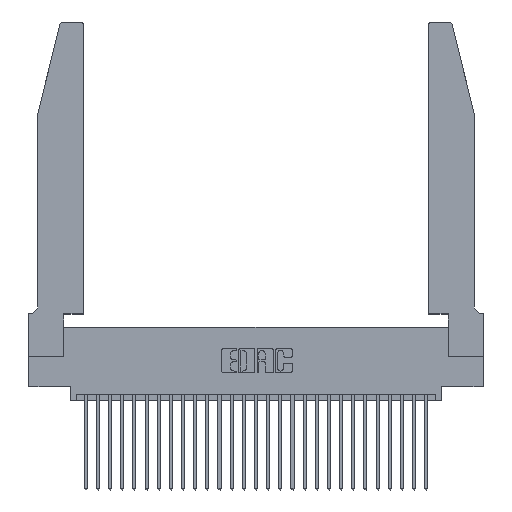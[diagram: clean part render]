
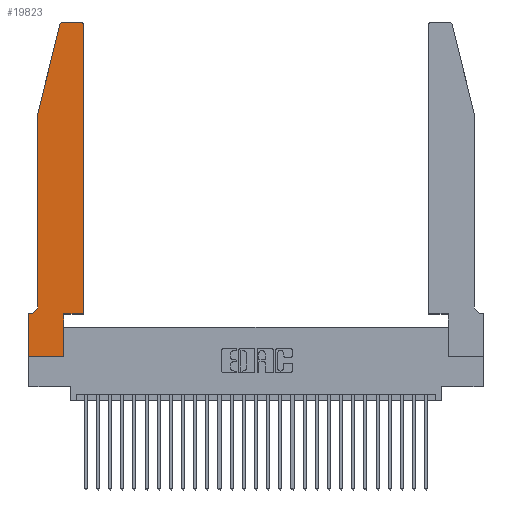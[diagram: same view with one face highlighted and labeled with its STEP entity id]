
A CAD part, top view. The second image highlights one B-rep face of the part: STEP entity #19823.
In plain terms, the highlighted planar face has unit normal (0, 0, 1).
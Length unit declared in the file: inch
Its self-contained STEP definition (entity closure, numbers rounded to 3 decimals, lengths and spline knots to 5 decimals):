
#1365 = CARTESIAN_POINT ( 'NONE',  ( 0., 0., 0.37 ) ) ;
#1682 = CARTESIAN_POINT ( 'NONE',  ( 0.2865, 0.35, 0.37 ) ) ;
#2481 = FACE_OUTER_BOUND ( 'NONE', #3991, .T. ) ;
#2663 = VERTEX_POINT ( 'NONE', #28643 ) ;
#3313 = DIRECTION ( 'NONE',  ( 0., 0., 1. ) ) ;
#3641 = CARTESIAN_POINT ( 'NONE',  ( 0.2865, 0., 0.37 ) ) ;
#3965 = CARTESIAN_POINT ( 'NONE',  ( 0.4205, 2.72, 0.37 ) ) ;
#3991 = EDGE_LOOP ( 'NONE', ( #13460, #8095, #20140, #26828, #9526, #28213, #16991, #12401, #18404, #24388, #7742, #13827 ) ) ;
#4769 = LINE ( 'NONE', #6832, #28151 ) ;
#4969 = VECTOR ( 'NONE', #28001, 39.37008 ) ;
#5029 = LINE ( 'NONE', #22955, #16467 ) ;
#5953 = VERTEX_POINT ( 'NONE', #26459 ) ;
#6158 = DIRECTION ( 'NONE',  ( 0., 0., 1. ) ) ;
#6335 = DIRECTION ( 'NONE',  ( 1., 0., 0. ) ) ;
#6410 = EDGE_CURVE ( 'NONE', #10143, #9896, #4769, .T. ) ;
#6449 = DIRECTION ( 'NONE',  ( 0., 0., -1. ) ) ;
#6832 = CARTESIAN_POINT ( 'NONE',  ( 0.4505, 0.35, 0.37 ) ) ;
#6934 = DIRECTION ( 'NONE',  ( 0., 1., 0. ) ) ;
#7068 = EDGE_CURVE ( 'NONE', #28032, #15378, #7289, .T. ) ;
#7289 = LINE ( 'NONE', #12506, #23941 ) ;
#7559 = CARTESIAN_POINT ( 'NONE',  ( 0.284, 2.75, 0.37 ) ) ;
#7599 = EDGE_CURVE ( 'NONE', #13607, #2663, #14574, .T. ) ;
#7742 = ORIENTED_EDGE ( 'NONE', *, *, #6410, .T. ) ;
#8095 = ORIENTED_EDGE ( 'NONE', *, *, #25273, .T. ) ;
#8111 = LINE ( 'NONE', #24721, #20155 ) ;
#8411 = LINE ( 'NONE', #14172, #25729 ) ;
#9282 = CARTESIAN_POINT ( 'NONE',  ( 0.4505, 0.35, 0.37 ) ) ;
#9526 = ORIENTED_EDGE ( 'NONE', *, *, #18683, .T. ) ;
#9672 = CARTESIAN_POINT ( 'NONE',  ( 0.0755, 0.35, 0.37 ) ) ;
#9896 = VERTEX_POINT ( 'NONE', #15369 ) ;
#10020 = VERTEX_POINT ( 'NONE', #17942 ) ;
#10143 = VERTEX_POINT ( 'NONE', #9282 ) ;
#10232 = EDGE_CURVE ( 'NONE', #2663, #17201, #8411, .T. ) ;
#10466 = VECTOR ( 'NONE', #17429, 39.37008 ) ;
#11107 = LINE ( 'NONE', #25772, #4969 ) ;
#11979 = EDGE_CURVE ( 'NONE', #14161, #27100, #5029, .T. ) ;
#12401 = ORIENTED_EDGE ( 'NONE', *, *, #22777, .T. ) ;
#12506 = CARTESIAN_POINT ( 'NONE',  ( 0.2865, 0.35, 0.37 ) ) ;
#12855 = EDGE_CURVE ( 'NONE', #10020, #5953, #11107, .T. ) ;
#12931 = CARTESIAN_POINT ( 'NONE',  ( 0.0055, 0.35, 0.37 ) ) ;
#13460 = ORIENTED_EDGE ( 'NONE', *, *, #11979, .T. ) ;
#13607 = VERTEX_POINT ( 'NONE', #12931 ) ;
#13827 = ORIENTED_EDGE ( 'NONE', *, *, #25881, .T. ) ;
#14161 = VERTEX_POINT ( 'NONE', #28311 ) ;
#14172 = CARTESIAN_POINT ( 'NONE',  ( 0., 0., 0.37 ) ) ;
#14458 = EDGE_CURVE ( 'NONE', #15378, #10143, #16078, .T. ) ;
#14574 = LINE ( 'NONE', #9672, #19842 ) ;
#14787 = CARTESIAN_POINT ( 'NONE',  ( 0., 0.35, 0.37 ) ) ;
#15275 = CIRCLE ( 'NONE', #26695, 0.03 ) ;
#15369 = CARTESIAN_POINT ( 'NONE',  ( 0.4505, 2.72, 0.37 ) ) ;
#15378 = VERTEX_POINT ( 'NONE', #1682 ) ;
#16078 = LINE ( 'NONE', #18327, #27311 ) ;
#16467 = VECTOR ( 'NONE', #25218, 39.37008 ) ;
#16991 = ORIENTED_EDGE ( 'NONE', *, *, #10232, .T. ) ;
#17048 = PLANE ( 'NONE',  #23709 ) ;
#17201 = VERTEX_POINT ( 'NONE', #21756 ) ;
#17429 = DIRECTION ( 'NONE',  ( 1., 0., 0. ) ) ;
#17942 = CARTESIAN_POINT ( 'NONE',  ( 0.0755, 2., 0.37 ) ) ;
#18327 = CARTESIAN_POINT ( 'NONE',  ( 0.4505, 0.35, 0.37 ) ) ;
#18404 = ORIENTED_EDGE ( 'NONE', *, *, #7068, .T. ) ;
#18683 = EDGE_CURVE ( 'NONE', #5953, #13607, #19327, .T. ) ;
#19112 = CIRCLE ( 'NONE', #24089, 0.03 ) ;
#19297 = DIRECTION ( 'NONE',  ( 1., 0., 0. ) ) ;
#19327 = CIRCLE ( 'NONE', #27431, 0.07 ) ;
#19752 = CARTESIAN_POINT ( 'NONE',  ( 0.284, 2.72, 0.37 ) ) ;
#19823 = ADVANCED_FACE ( 'NONE', ( #2481 ), #17048, .T. ) ;
#19842 = VECTOR ( 'NONE', #27702, 39.37008 ) ;
#19922 = DIRECTION ( 'NONE',  ( 0., 0., 1. ) ) ;
#20044 = CARTESIAN_POINT ( 'NONE',  ( 0.0055, 0.42, 0.37 ) ) ;
#20140 = ORIENTED_EDGE ( 'NONE', *, *, #28088, .T. ) ;
#20155 = VECTOR ( 'NONE', #26958, 39.37008 ) ;
#20650 = DIRECTION ( 'NONE',  ( 1., 0., 0. ) ) ;
#21756 = CARTESIAN_POINT ( 'NONE',  ( 0., 0., 0.37 ) ) ;
#22025 = DIRECTION ( 'NONE',  ( 1., 0., 0. ) ) ;
#22321 = DIRECTION ( 'NONE',  ( -1., 0., 0. ) ) ;
#22374 = VERTEX_POINT ( 'NONE', #27054 ) ;
#22777 = EDGE_CURVE ( 'NONE', #17201, #28032, #27713, .T. ) ;
#22955 = CARTESIAN_POINT ( 'NONE',  ( 0.2605, 2.75, 0.37 ) ) ;
#23214 = DIRECTION ( 'NONE',  ( 0., -1., 0. ) ) ;
#23709 = AXIS2_PLACEMENT_3D ( 'NONE', #14787, #3313, #19297 ) ;
#23841 = DIRECTION ( 'NONE',  ( 0., 1., 0. ) ) ;
#23941 = VECTOR ( 'NONE', #23841, 39.37008 ) ;
#24089 = AXIS2_PLACEMENT_3D ( 'NONE', #3965, #19922, #6335 ) ;
#24388 = ORIENTED_EDGE ( 'NONE', *, *, #14458, .T. ) ;
#24721 = CARTESIAN_POINT ( 'NONE',  ( 0.0755, 2., 0.37 ) ) ;
#25218 = DIRECTION ( 'NONE',  ( -1., 0., 0. ) ) ;
#25273 = EDGE_CURVE ( 'NONE', #27100, #22374, #15275, .T. ) ;
#25729 = VECTOR ( 'NONE', #23214, 39.37008 ) ;
#25772 = CARTESIAN_POINT ( 'NONE',  ( 0.0755, 2., 0.37 ) ) ;
#25881 = EDGE_CURVE ( 'NONE', #9896, #14161, #19112, .T. ) ;
#26459 = CARTESIAN_POINT ( 'NONE',  ( 0.0755, 0.42, 0.37 ) ) ;
#26695 = AXIS2_PLACEMENT_3D ( 'NONE', #19752, #6158, #22025 ) ;
#26828 = ORIENTED_EDGE ( 'NONE', *, *, #12855, .T. ) ;
#26958 = DIRECTION ( 'NONE',  ( -0.239, -0.971, 0. ) ) ;
#27054 = CARTESIAN_POINT ( 'NONE',  ( 0.25487, 2.72718, 0.37 ) ) ;
#27100 = VERTEX_POINT ( 'NONE', #7559 ) ;
#27311 = VECTOR ( 'NONE', #20650, 39.37008 ) ;
#27431 = AXIS2_PLACEMENT_3D ( 'NONE', #20044, #6449, #22321 ) ;
#27702 = DIRECTION ( 'NONE',  ( -1., 0., 0. ) ) ;
#27713 = LINE ( 'NONE', #1365, #10466 ) ;
#28001 = DIRECTION ( 'NONE',  ( 0., -1., 0. ) ) ;
#28032 = VERTEX_POINT ( 'NONE', #3641 ) ;
#28088 = EDGE_CURVE ( 'NONE', #22374, #10020, #8111, .T. ) ;
#28151 = VECTOR ( 'NONE', #6934, 39.37008 ) ;
#28213 = ORIENTED_EDGE ( 'NONE', *, *, #7599, .T. ) ;
#28311 = CARTESIAN_POINT ( 'NONE',  ( 0.4205, 2.75, 0.37 ) ) ;
#28643 = CARTESIAN_POINT ( 'NONE',  ( 0., 0.35, 0.37 ) ) ;
